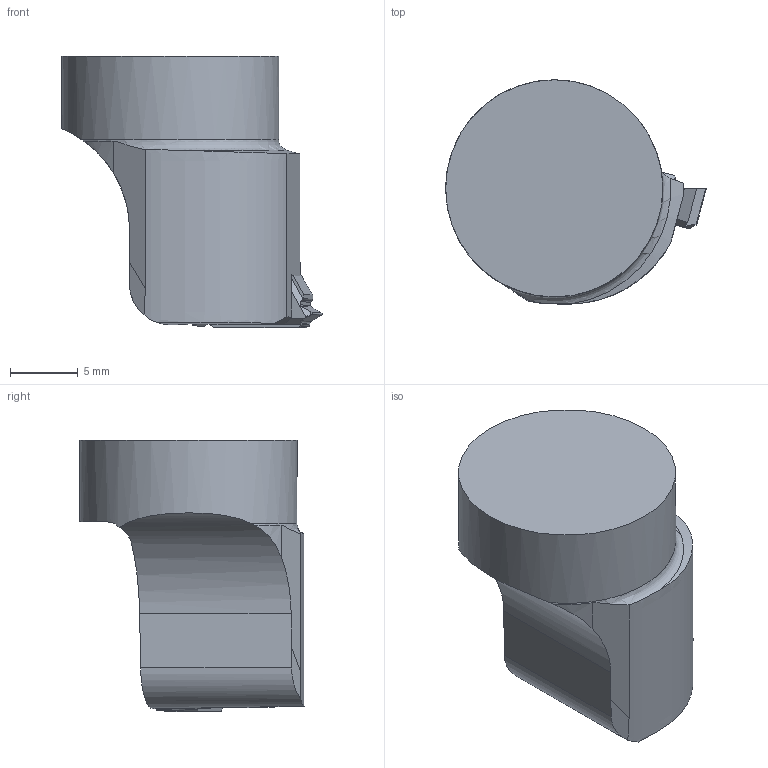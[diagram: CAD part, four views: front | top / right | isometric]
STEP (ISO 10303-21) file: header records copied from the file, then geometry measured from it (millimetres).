
FILE_DESCRIPTION(/* description */ (''),/* implementation_level */ '2;1');
FILE_NAME(/* name */ '1642763858411.stp',/* time_stamp */ '2022-01-21T16:47:58+05:00',/* author */ (''),/* organization */ ('SMS'),/* preprocessor_version */ 'ST-DEVELOPER v16.7',/* originating_system */ 'SIEMENS PLM Software NX 12.0',/* authorisation */ '');
FILE_SCHEMA (('AUTOMOTIVE_DESIGN { 1 0 10303 214 3 1 1 1 }'));
Length unit declared in the file: millimetre
Products named in the file (4): 203942899mod000_00; ASSEMBLY_CONSTRUCTION; 203942540mod000_00; 203942543mod000_00
Assembly tree (3 placements, depth 2):
  203942543mod000_00
    203942540mod000_00
    ASSEMBLY_CONSTRUCTION
    203942899mod000_00
Bounding box: 19.21 x 16.51 x 20 mm (x, y, z)
Volume: 2834.9 mm3; surface area: 1514.6 mm2
Topology: 2 solids, 2 shells, 99 faces, 280 edges, 193 vertices
Faces by surface type: plane 60, cylinder 26, cone 9, torus 3, extrusion 1
Full cylindrical faces by diameter (mm): 2.8 x2, 16 x1
Entity records: 3634 total; most frequent: CARTESIAN_POINT 890, DIRECTION 543, ORIENTED_EDGE 540, EDGE_CURVE 270, AXIS2_PLACEMENT_3D 185, VERTEX_POINT 183, VECTOR 173, LINE 172
